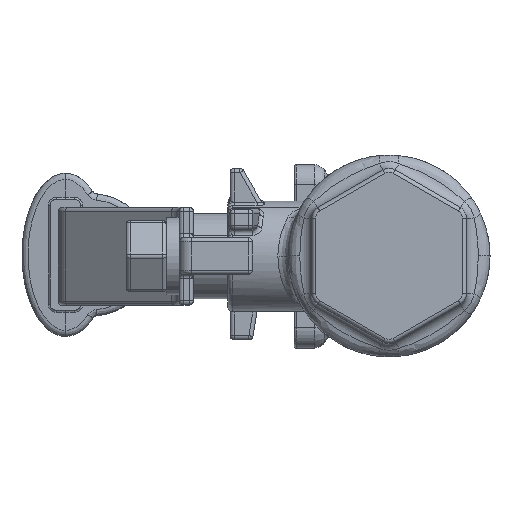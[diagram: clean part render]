
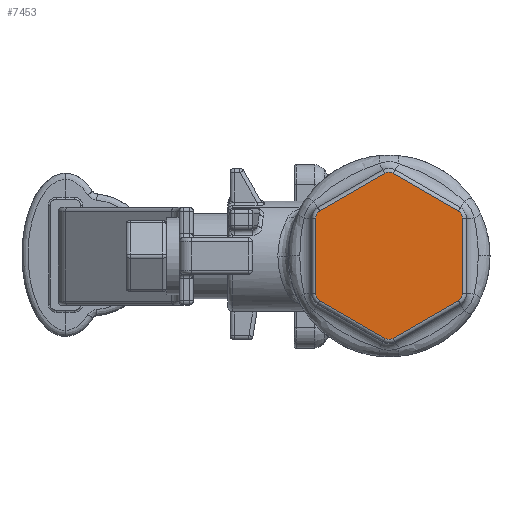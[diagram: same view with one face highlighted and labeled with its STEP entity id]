
A CAD part, top view. The second image highlights one B-rep face of the part: STEP entity #7453.
In plain terms, the highlighted planar face has unit normal (0, 0, 1).
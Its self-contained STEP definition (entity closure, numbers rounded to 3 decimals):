
#7350=CARTESIAN_POINT('Axis2P3D Location',(0.,0.,39.)) ;
#7355=CARTESIAN_POINT('Line Origine',(18.,0.,39.)) ;
#7359=CARTESIAN_POINT('Vertex',(18.,-9.238,39.)) ;
#7361=CARTESIAN_POINT('Vertex',(18.,9.238,39.)) ;
#7364=CARTESIAN_POINT('Axis2P3D Location',(16.,9.238,39.)) ;
#7368=CARTESIAN_POINT('Vertex',(17.,10.97,39.)) ;
#7371=CARTESIAN_POINT('Line Origine',(9.,15.588,39.)) ;
#7375=CARTESIAN_POINT('Vertex',(1.,20.207,39.)) ;
#7378=CARTESIAN_POINT('Axis2P3D Location',(0.,18.475,39.)) ;
#7382=CARTESIAN_POINT('Vertex',(-1.,20.207,39.)) ;
#7385=CARTESIAN_POINT('Line Origine',(-9.,15.588,39.)) ;
#7389=CARTESIAN_POINT('Vertex',(-17.,10.97,39.)) ;
#7392=CARTESIAN_POINT('Axis2P3D Location',(-16.,9.238,39.)) ;
#7396=CARTESIAN_POINT('Vertex',(-18.,9.238,39.)) ;
#7399=CARTESIAN_POINT('Line Origine',(-18.,0.,39.)) ;
#7403=CARTESIAN_POINT('Vertex',(-18.,-9.238,39.)) ;
#7406=CARTESIAN_POINT('Axis2P3D Location',(-16.,-9.238,39.)) ;
#7410=CARTESIAN_POINT('Vertex',(-17.,-10.97,39.)) ;
#7413=CARTESIAN_POINT('Line Origine',(-9.,-15.588,39.)) ;
#7417=CARTESIAN_POINT('Vertex',(-1.,-20.207,39.)) ;
#7420=CARTESIAN_POINT('Axis2P3D Location',(0.,-18.475,39.)) ;
#7424=CARTESIAN_POINT('Vertex',(1.,-20.207,39.)) ;
#7427=CARTESIAN_POINT('Line Origine',(9.,-15.588,39.)) ;
#7431=CARTESIAN_POINT('Vertex',(17.,-10.97,39.)) ;
#7434=CARTESIAN_POINT('Axis2P3D Location',(16.,-9.238,39.)) ;
#7351=DIRECTION('Axis2P3D Direction',(0.,0.,1.)) ;
#7352=DIRECTION('Axis2P3D XDirection',(1.,0.,0.)) ;
#7356=DIRECTION('Vector Direction',(0.,1.,0.)) ;
#7365=DIRECTION('Axis2P3D Direction',(0.,0.,1.)) ;
#7372=DIRECTION('Vector Direction',(-0.866,0.5,0.)) ;
#7379=DIRECTION('Axis2P3D Direction',(0.,0.,1.)) ;
#7386=DIRECTION('Vector Direction',(-0.866,-0.5,0.)) ;
#7393=DIRECTION('Axis2P3D Direction',(0.,0.,1.)) ;
#7400=DIRECTION('Vector Direction',(0.,-1.,0.)) ;
#7407=DIRECTION('Axis2P3D Direction',(0.,0.,1.)) ;
#7414=DIRECTION('Vector Direction',(0.866,-0.5,0.)) ;
#7421=DIRECTION('Axis2P3D Direction',(0.,0.,1.)) ;
#7428=DIRECTION('Vector Direction',(0.866,0.5,0.)) ;
#7435=DIRECTION('Axis2P3D Direction',(0.,0.,1.)) ;
#7353=AXIS2_PLACEMENT_3D('Plane Axis2P3D',#7350,#7351,#7352) ;
#7366=AXIS2_PLACEMENT_3D('Circle Axis2P3D',#7364,#7365,$) ;
#7380=AXIS2_PLACEMENT_3D('Circle Axis2P3D',#7378,#7379,$) ;
#7394=AXIS2_PLACEMENT_3D('Circle Axis2P3D',#7392,#7393,$) ;
#7408=AXIS2_PLACEMENT_3D('Circle Axis2P3D',#7406,#7407,$) ;
#7422=AXIS2_PLACEMENT_3D('Circle Axis2P3D',#7420,#7421,$) ;
#7436=AXIS2_PLACEMENT_3D('Circle Axis2P3D',#7434,#7435,$) ;
#7440=ORIENTED_EDGE('',*,*,#7363,.T.) ;
#7441=ORIENTED_EDGE('',*,*,#7370,.T.) ;
#7442=ORIENTED_EDGE('',*,*,#7377,.T.) ;
#7443=ORIENTED_EDGE('',*,*,#7384,.T.) ;
#7444=ORIENTED_EDGE('',*,*,#7391,.T.) ;
#7445=ORIENTED_EDGE('',*,*,#7398,.T.) ;
#7446=ORIENTED_EDGE('',*,*,#7405,.T.) ;
#7447=ORIENTED_EDGE('',*,*,#7412,.T.) ;
#7448=ORIENTED_EDGE('',*,*,#7419,.T.) ;
#7449=ORIENTED_EDGE('',*,*,#7426,.T.) ;
#7450=ORIENTED_EDGE('',*,*,#7433,.T.) ;
#7451=ORIENTED_EDGE('',*,*,#7438,.T.) ;
#7357=VECTOR('Line Direction',#7356,1.) ;
#7373=VECTOR('Line Direction',#7372,1.) ;
#7387=VECTOR('Line Direction',#7386,1.) ;
#7401=VECTOR('Line Direction',#7400,1.) ;
#7415=VECTOR('Line Direction',#7414,1.) ;
#7429=VECTOR('Line Direction',#7428,1.) ;
#7453=ADVANCED_FACE('PartBody',(#7452),#7354,.T.) ;
#7367=CIRCLE('generated circle',#7366,2.) ;
#7381=CIRCLE('generated circle',#7380,2.) ;
#7395=CIRCLE('generated circle',#7394,2.) ;
#7409=CIRCLE('generated circle',#7408,2.) ;
#7423=CIRCLE('generated circle',#7422,2.) ;
#7437=CIRCLE('generated circle',#7436,2.) ;
#7363=EDGE_CURVE('',#7360,#7362,#7358,.T.) ;
#7370=EDGE_CURVE('',#7362,#7369,#7367,.T.) ;
#7377=EDGE_CURVE('',#7369,#7376,#7374,.T.) ;
#7384=EDGE_CURVE('',#7376,#7383,#7381,.T.) ;
#7391=EDGE_CURVE('',#7383,#7390,#7388,.T.) ;
#7398=EDGE_CURVE('',#7390,#7397,#7395,.T.) ;
#7405=EDGE_CURVE('',#7397,#7404,#7402,.T.) ;
#7412=EDGE_CURVE('',#7404,#7411,#7409,.T.) ;
#7419=EDGE_CURVE('',#7411,#7418,#7416,.T.) ;
#7426=EDGE_CURVE('',#7418,#7425,#7423,.T.) ;
#7433=EDGE_CURVE('',#7425,#7432,#7430,.T.) ;
#7438=EDGE_CURVE('',#7432,#7360,#7437,.T.) ;
#7439=EDGE_LOOP('',(#7440,#7441,#7442,#7443,#7444,#7445,#7446,#7447,#7448,#7449,#7450,#7451)) ;
#7452=FACE_OUTER_BOUND('',#7439,.T.) ;
#7358=LINE('Line',#7355,#7357) ;
#7374=LINE('Line',#7371,#7373) ;
#7388=LINE('Line',#7385,#7387) ;
#7402=LINE('Line',#7399,#7401) ;
#7416=LINE('Line',#7413,#7415) ;
#7430=LINE('Line',#7427,#7429) ;
#7354=PLANE('',#7353) ;
#7360=VERTEX_POINT('',#7359) ;
#7362=VERTEX_POINT('',#7361) ;
#7369=VERTEX_POINT('',#7368) ;
#7376=VERTEX_POINT('',#7375) ;
#7383=VERTEX_POINT('',#7382) ;
#7390=VERTEX_POINT('',#7389) ;
#7397=VERTEX_POINT('',#7396) ;
#7404=VERTEX_POINT('',#7403) ;
#7411=VERTEX_POINT('',#7410) ;
#7418=VERTEX_POINT('',#7417) ;
#7425=VERTEX_POINT('',#7424) ;
#7432=VERTEX_POINT('',#7431) ;
